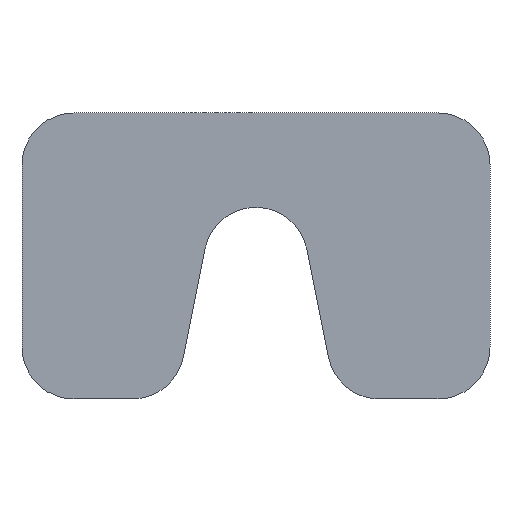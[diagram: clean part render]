
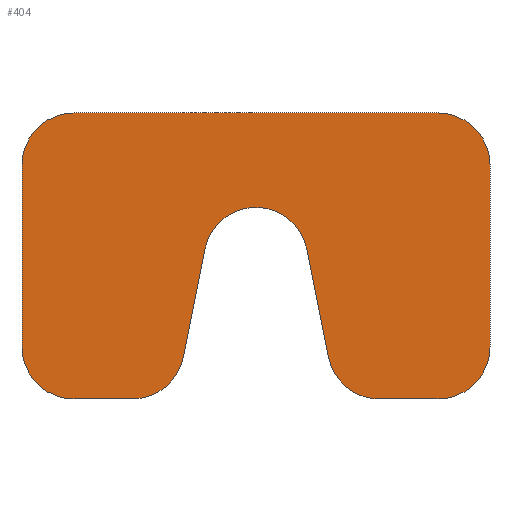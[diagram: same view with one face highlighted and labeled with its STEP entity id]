
A CAD part, front view. The second image highlights one B-rep face of the part: STEP entity #404.
In plain terms, the highlighted planar face has unit normal (0, -1, 0).
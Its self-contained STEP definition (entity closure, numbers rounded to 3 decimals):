
#32=CARTESIAN_POINT('',(3.5,-46.,7.75));
#33=VERTEX_POINT('',#32);
#34=CARTESIAN_POINT('',(-3.5,-46.,7.75));
#35=VERTEX_POINT('',#34);
#36=CARTESIAN_POINT('',(3.5,-46.,7.75));
#37=DIRECTION('',(-1.,0.,0.));
#38=VECTOR('',#37,7.);
#39=LINE('',#36,#38);
#40=EDGE_CURVE('',#33,#35,#39,.T.);
#82=CARTESIAN_POINT('',(-4.5,-46.,3.25));
#83=VERTEX_POINT('',#82);
#90=CARTESIAN_POINT('',(-4.5,-46.,6.75));
#91=VERTEX_POINT('',#90);
#92=CARTESIAN_POINT('',(-4.5,-46.,6.75));
#93=DIRECTION('',(0.,0.,-1.));
#94=VECTOR('',#93,3.5);
#95=LINE('',#92,#94);
#96=EDGE_CURVE('',#91,#83,#95,.T.);
#112=CARTESIAN_POINT('',(-3.5,-46.,2.25));
#113=VERTEX_POINT('',#112);
#114=CARTESIAN_POINT('',(-2.38,-46.,2.25));
#115=VERTEX_POINT('',#114);
#116=CARTESIAN_POINT('',(-3.5,-46.,2.25));
#117=DIRECTION('',(1.,0.,0.));
#118=VECTOR('',#117,1.12);
#119=LINE('',#116,#118);
#120=EDGE_CURVE('',#113,#115,#119,.T.);
#152=CARTESIAN_POINT('',(-0.983,-46.,5.131));
#153=VERTEX_POINT('',#152);
#154=CARTESIAN_POINT('',(-1.399,-46.,3.054));
#155=VERTEX_POINT('',#154);
#156=CARTESIAN_POINT('',(-0.983,-46.,5.131));
#157=DIRECTION('',(-0.196,0.,-0.981));
#158=VECTOR('',#157,2.119);
#159=LINE('',#156,#158);
#160=EDGE_CURVE('',#153,#155,#159,.T.);
#194=CARTESIAN_POINT('',(-0.002,-46.,5.935));
#195=VERTEX_POINT('',#194);
#211=CARTESIAN_POINT('',(0.978,-46.,5.131));
#212=VERTEX_POINT('',#211);
#219=CARTESIAN_POINT('',(-0.002,-46.,4.935));
#220=DIRECTION('',(0.,-1.,0.));
#221=DIRECTION('',(0.,0.,-1.));
#222=AXIS2_PLACEMENT_3D('',#219,#220,#221);
#223=CIRCLE('',#222,1.);
#224=EDGE_CURVE('',#212,#195,#223,.T.);
#242=CARTESIAN_POINT('',(1.394,-46.,3.054));
#243=VERTEX_POINT('',#242);
#250=CARTESIAN_POINT('',(0.978,-46.,5.131));
#251=DIRECTION('',(0.196,0.,-0.981));
#252=VECTOR('',#251,2.119);
#253=LINE('',#250,#252);
#254=EDGE_CURVE('',#212,#243,#253,.T.);
#275=CARTESIAN_POINT('',(3.5,-46.,2.25));
#276=VERTEX_POINT('',#275);
#283=CARTESIAN_POINT('',(2.375,-46.,2.25));
#284=VERTEX_POINT('',#283);
#285=CARTESIAN_POINT('',(2.375,-46.,2.25));
#286=DIRECTION('',(1.,0.,0.));
#287=VECTOR('',#286,1.125);
#288=LINE('',#285,#287);
#289=EDGE_CURVE('',#284,#276,#288,.T.);
#315=CARTESIAN_POINT('',(4.5,-46.,6.75));
#316=VERTEX_POINT('',#315);
#323=CARTESIAN_POINT('',(4.5,-46.,3.25));
#324=VERTEX_POINT('',#323);
#325=CARTESIAN_POINT('',(4.5,-46.,3.25));
#326=DIRECTION('',(-0.,0.,1.));
#327=VECTOR('',#326,3.5);
#328=LINE('',#325,#327);
#329=EDGE_CURVE('',#324,#316,#328,.T.);
#340=CARTESIAN_POINT('',(0.,-46.,0.));
#341=DIRECTION('',(0.,-1.,0.));
#342=DIRECTION('',(0.,0.,-1.));
#343=AXIS2_PLACEMENT_3D('',#340,#341,#342);
#344=PLANE('',#343);
#345=ORIENTED_EDGE('',*,*,#329,.T.);
#346=CARTESIAN_POINT('',(3.5,-46.,6.75));
#347=DIRECTION('',(0.,-1.,0.));
#348=DIRECTION('',(0.,0.,-1.));
#349=AXIS2_PLACEMENT_3D('',#346,#347,#348);
#350=CIRCLE('',#349,1.);
#351=EDGE_CURVE('',#316,#33,#350,.T.);
#352=ORIENTED_EDGE('',*,*,#351,.T.);
#353=ORIENTED_EDGE('',*,*,#40,.T.);
#354=CARTESIAN_POINT('',(-3.5,-46.,6.75));
#355=DIRECTION('',(0.,-1.,0.));
#356=DIRECTION('',(0.,0.,-1.));
#357=AXIS2_PLACEMENT_3D('',#354,#355,#356);
#358=CIRCLE('',#357,1.);
#359=EDGE_CURVE('',#35,#91,#358,.T.);
#360=ORIENTED_EDGE('',*,*,#359,.T.);
#361=ORIENTED_EDGE('',*,*,#96,.T.);
#362=CARTESIAN_POINT('',(-3.5,-46.,3.25));
#363=DIRECTION('',(0.,-1.,0.));
#364=DIRECTION('',(0.,0.,-1.));
#365=AXIS2_PLACEMENT_3D('',#362,#363,#364);
#366=CIRCLE('',#365,1.);
#367=EDGE_CURVE('',#83,#113,#366,.T.);
#368=ORIENTED_EDGE('',*,*,#367,.T.);
#369=ORIENTED_EDGE('',*,*,#120,.T.);
#370=CARTESIAN_POINT('',(-2.38,-46.,3.25));
#371=DIRECTION('',(0.,-1.,0.));
#372=DIRECTION('',(0.,0.,-1.));
#373=AXIS2_PLACEMENT_3D('',#370,#371,#372);
#374=CIRCLE('',#373,1.);
#375=EDGE_CURVE('',#115,#155,#374,.T.);
#376=ORIENTED_EDGE('',*,*,#375,.T.);
#377=ORIENTED_EDGE('',*,*,#160,.F.);
#378=CARTESIAN_POINT('',(-0.002,-46.,4.935));
#379=DIRECTION('',(0.,-1.,0.));
#380=DIRECTION('',(0.,0.,-1.));
#381=AXIS2_PLACEMENT_3D('',#378,#379,#380);
#382=CIRCLE('',#381,1.);
#383=EDGE_CURVE('',#195,#153,#382,.T.);
#384=ORIENTED_EDGE('',*,*,#383,.F.);
#385=ORIENTED_EDGE('',*,*,#224,.F.);
#386=ORIENTED_EDGE('',*,*,#254,.T.);
#387=CARTESIAN_POINT('',(2.375,-46.,3.25));
#388=DIRECTION('',(0.,-1.,0.));
#389=DIRECTION('',(0.,0.,-1.));
#390=AXIS2_PLACEMENT_3D('',#387,#388,#389);
#391=CIRCLE('',#390,1.);
#392=EDGE_CURVE('',#243,#284,#391,.T.);
#393=ORIENTED_EDGE('',*,*,#392,.T.);
#394=ORIENTED_EDGE('',*,*,#289,.T.);
#395=CARTESIAN_POINT('',(3.5,-46.,3.25));
#396=DIRECTION('',(0.,-1.,0.));
#397=DIRECTION('',(0.,0.,-1.));
#398=AXIS2_PLACEMENT_3D('',#395,#396,#397);
#399=CIRCLE('',#398,1.);
#400=EDGE_CURVE('',#276,#324,#399,.T.);
#401=ORIENTED_EDGE('',*,*,#400,.T.);
#402=EDGE_LOOP('',(#345,#352,#353,#360,#361,#368,#369,#376,#377,#384,#385,#386,#393,#394,#401));
#403=FACE_BOUND('',#402,.T.);
#404=ADVANCED_FACE('',(#403),#344,.T.);
